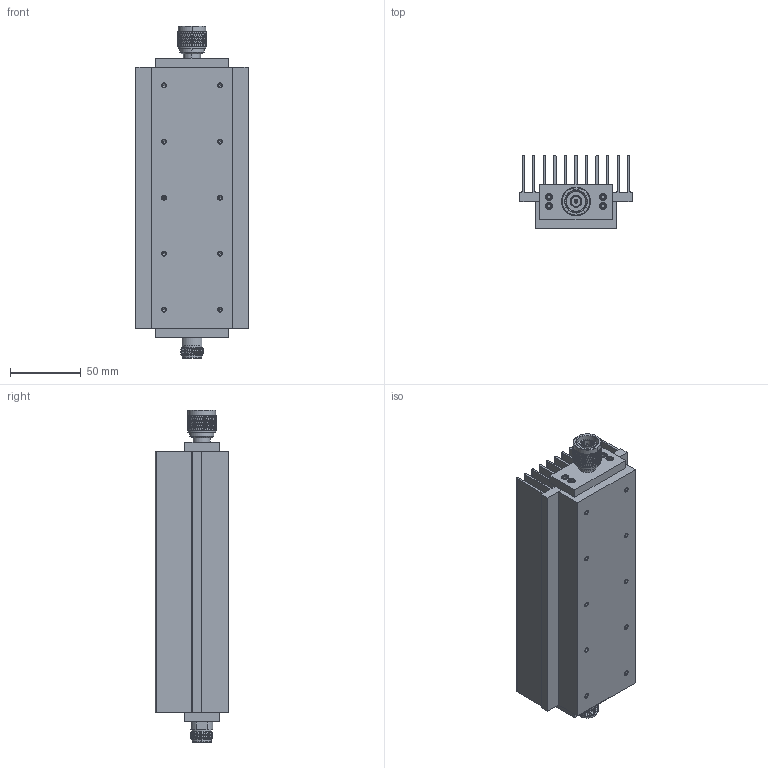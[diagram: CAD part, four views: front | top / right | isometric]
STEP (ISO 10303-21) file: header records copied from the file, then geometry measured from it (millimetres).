
FILE_DESCRIPTION (( 'STEP AP203' ), '1' );
FILE_NAME ('SA8N250.step', '2019-05-15T14:37:38', ( '' ), ( '' ), 'SwSTEP 2.0', 'SolidWorks 2018', '' );
FILE_SCHEMA (( 'CONFIG_CONTROL_DESIGN' ));
Products named in the file (1): SA8N250
Bounding box: 79.25 x 51.82 x 234.19 mm (x, y, z)
Volume: 399818.8 mm3; surface area: 155742.5 mm2
Topology: 1 solids, 9 shells, 1784 faces, 3978 edges, 2234 vertices
Faces by surface type: bspline 982, cylinder 424, plane 215, cone 159, torus 4
Entity records: 69898 total; most frequent: CARTESIAN_POINT 41590, ORIENTED_EDGE 7916, EDGE_CURVE 3958, DIRECTION 3334, VERTEX_POINT 2234, EDGE_LOOP 1842, ADVANCED_FACE 1784, FACE_OUTER_BOUND 1784
